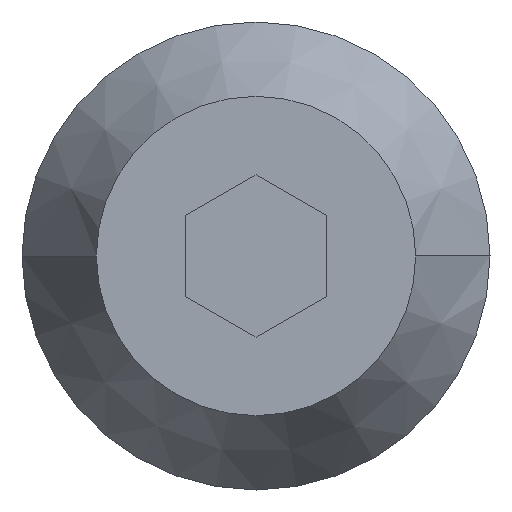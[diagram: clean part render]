
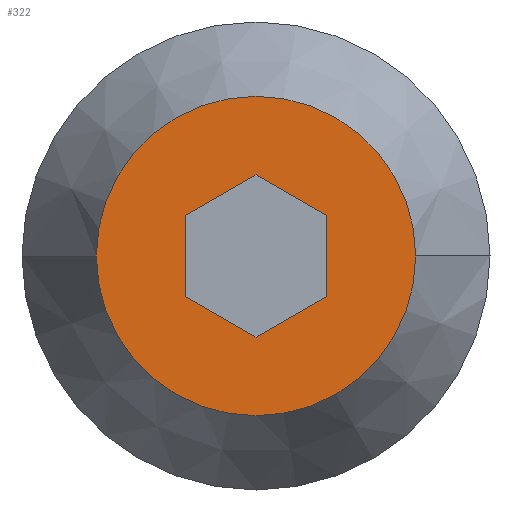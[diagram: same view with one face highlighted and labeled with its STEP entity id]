
A CAD part, left-side view. The second image highlights one B-rep face of the part: STEP entity #322.
In plain terms, the highlighted planar face has unit normal (-1, 0, 0).
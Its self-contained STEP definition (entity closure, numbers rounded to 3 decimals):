
#16 = CARTESIAN_POINT ( 'NONE',  ( 0., 0., 3.464 ) ) ;
#18 = LINE ( 'NONE', #561, #427 ) ;
#34 = CARTESIAN_POINT ( 'NONE',  ( 0., -3., 1.732 ) ) ;
#37 = VERTEX_POINT ( 'NONE', #126 ) ;
#46 = EDGE_CURVE ( 'NONE', #528, #109, #544, .T. ) ;
#53 = VERTEX_POINT ( 'NONE', #309 ) ;
#55 = EDGE_CURVE ( 'NONE', #408, #397, #360, .T. ) ;
#70 = LINE ( 'NONE', #34, #664 ) ;
#90 = CARTESIAN_POINT ( 'NONE',  ( 0., 6.825, 0. ) ) ;
#109 = VERTEX_POINT ( 'NONE', #698 ) ;
#126 = CARTESIAN_POINT ( 'NONE',  ( 0., 3., -1.732 ) ) ;
#127 = EDGE_CURVE ( 'NONE', #515, #528, #518, .T. ) ;
#190 = CARTESIAN_POINT ( 'NONE',  ( 0., 0., 3.464 ) ) ;
#205 = LINE ( 'NONE', #310, #565 ) ;
#208 = EDGE_CURVE ( 'NONE', #451, #53, #379, .T. ) ;
#211 = ORIENTED_EDGE ( 'NONE', *, *, #127, .F. ) ;
#216 = ORIENTED_EDGE ( 'NONE', *, *, #342, .F. ) ;
#241 = EDGE_CURVE ( 'NONE', #53, #451, #763, .T. ) ;
#261 = CARTESIAN_POINT ( 'NONE',  ( 0., 3., 1.732 ) ) ;
#282 = VECTOR ( 'NONE', #688, 1000. ) ;
#302 = CARTESIAN_POINT ( 'NONE',  ( 0., 0., -3.464 ) ) ;
#307 = CARTESIAN_POINT ( 'NONE',  ( 0., 0., 0. ) ) ;
#308 = VECTOR ( 'NONE', #551, 1000. ) ;
#309 = CARTESIAN_POINT ( 'NONE',  ( 0., -6.825, 0. ) ) ;
#310 = CARTESIAN_POINT ( 'NONE',  ( 0., 3., 1.732 ) ) ;
#322 = ADVANCED_FACE ( 'NONE', ( #552, #612 ), #429, .T. ) ;
#339 = VECTOR ( 'NONE', #498, 1000. ) ;
#341 = ORIENTED_EDGE ( 'NONE', *, *, #55, .F. ) ;
#342 = EDGE_CURVE ( 'NONE', #37, #515, #18, .T. ) ;
#344 = ORIENTED_EDGE ( 'NONE', *, *, #208, .F. ) ;
#353 = CARTESIAN_POINT ( 'NONE',  ( 0., -3., -1.732 ) ) ;
#360 = LINE ( 'NONE', #16, #339 ) ;
#363 = DIRECTION ( 'NONE',  ( 0., -0.866, -0.5 ) ) ;
#364 = EDGE_CURVE ( 'NONE', #397, #37, #205, .T. ) ;
#379 = CIRCLE ( 'NONE', #416, 6.825 ) ;
#397 = VERTEX_POINT ( 'NONE', #261 ) ;
#401 = DIRECTION ( 'NONE',  ( 0., 1., 0. ) ) ;
#408 = VERTEX_POINT ( 'NONE', #190 ) ;
#412 = CARTESIAN_POINT ( 'NONE',  ( 0., 0., 0. ) ) ;
#416 = AXIS2_PLACEMENT_3D ( 'NONE', #513, #741, #401 ) ;
#427 = VECTOR ( 'NONE', #363, 1000. ) ;
#429 = PLANE ( 'NONE',  #705 ) ;
#439 = EDGE_CURVE ( 'NONE', #109, #408, #70, .T. ) ;
#449 = EDGE_LOOP ( 'NONE', ( #344, #573 ) ) ;
#451 = VERTEX_POINT ( 'NONE', #90 ) ;
#498 = DIRECTION ( 'NONE',  ( 0., 0.866, -0.5 ) ) ;
#513 = CARTESIAN_POINT ( 'NONE',  ( 0., 0., 0. ) ) ;
#515 = VERTEX_POINT ( 'NONE', #302 ) ;
#518 = LINE ( 'NONE', #691, #282 ) ;
#528 = VERTEX_POINT ( 'NONE', #353 ) ;
#530 = DIRECTION ( 'NONE',  ( 1., 0., 0. ) ) ;
#544 = LINE ( 'NONE', #732, #308 ) ;
#551 = DIRECTION ( 'NONE',  ( 0., 0., 1. ) ) ;
#552 = FACE_BOUND ( 'NONE', #609, .T. ) ;
#554 = AXIS2_PLACEMENT_3D ( 'NONE', #412, #530, #582 ) ;
#561 = CARTESIAN_POINT ( 'NONE',  ( 0., 3., -1.732 ) ) ;
#565 = VECTOR ( 'NONE', #682, 1000. ) ;
#573 = ORIENTED_EDGE ( 'NONE', *, *, #241, .F. ) ;
#579 = ORIENTED_EDGE ( 'NONE', *, *, #364, .F. ) ;
#582 = DIRECTION ( 'NONE',  ( 0., 1., 0. ) ) ;
#609 = EDGE_LOOP ( 'NONE', ( #341, #634, #766, #211, #216, #579 ) ) ;
#612 = FACE_OUTER_BOUND ( 'NONE', #449, .T. ) ;
#634 = ORIENTED_EDGE ( 'NONE', *, *, #439, .F. ) ;
#664 = VECTOR ( 'NONE', #754, 1000. ) ;
#667 = DIRECTION ( 'NONE',  ( 0., -1., 0. ) ) ;
#682 = DIRECTION ( 'NONE',  ( 0., 0., -1. ) ) ;
#688 = DIRECTION ( 'NONE',  ( 0., -0.866, 0.5 ) ) ;
#691 = CARTESIAN_POINT ( 'NONE',  ( 0., 0., -3.464 ) ) ;
#698 = CARTESIAN_POINT ( 'NONE',  ( 0., -3., 1.732 ) ) ;
#705 = AXIS2_PLACEMENT_3D ( 'NONE', #307, #734, #667 ) ;
#732 = CARTESIAN_POINT ( 'NONE',  ( 0., -3., -1.732 ) ) ;
#734 = DIRECTION ( 'NONE',  ( -1., 0., 0. ) ) ;
#741 = DIRECTION ( 'NONE',  ( 1., 0., 0. ) ) ;
#754 = DIRECTION ( 'NONE',  ( 0., 0.866, 0.5 ) ) ;
#763 = CIRCLE ( 'NONE', #554, 6.825 ) ;
#766 = ORIENTED_EDGE ( 'NONE', *, *, #46, .F. ) ;
